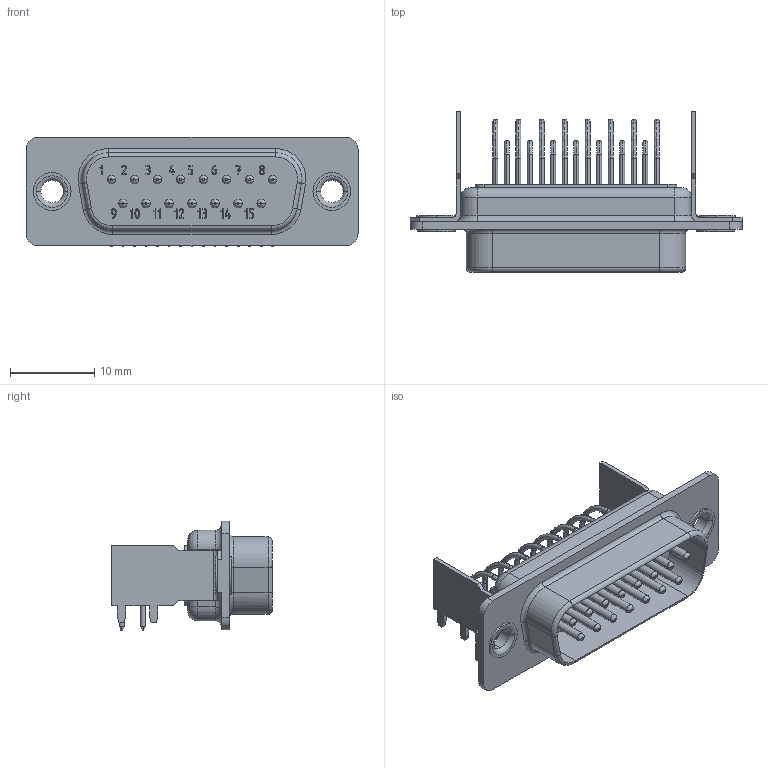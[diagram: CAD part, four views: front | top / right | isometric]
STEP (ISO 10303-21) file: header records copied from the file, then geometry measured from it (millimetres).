
FILE_DESCRIPTION(('Creo Elements/Direct Modeling STEP Export'),'2;1');
FILE_NAME('model.stp','2019-07-30T19:45:06',(''),(''),'Creo Elements/Direct Modeling STEP processor for AP214 (Solid Model)','Creo Elements/Direct Modeling 20.1A 29-Sep-2018 (C) Parametric Technology GmbH','');
FILE_SCHEMA(('AUTOMOTIVE_DESIGN { 1 0 10303 214 1 1 1 1 }'));
Length unit declared in the file: millimetre
Products named in the file (2): VS-15-ST-DSUB-LH-B
Assembly tree (1 placements, depth 2):
  VS-15-ST-DSUB-LH-B
    VS-15-ST-DSUB-LH-B
Bounding box: 39.52 x 19.1 x 13.04 mm (x, y, z)
Volume: 1932.7 mm3; surface area: 3082.6 mm2
Topology: 1 solids, 1 shells, 1162 faces, 3080 edges, 2023 vertices
Faces by surface type: plane 524, cylinder 493, torus 62, extrusion 32, cone 30, bspline 21
Entity records: 46700 total; most frequent: CARTESIAN_POINT 8818, ORIENTED_EDGE 6160, DIRECTION 5850, EDGE_CURVE 3080, VERTEX_POINT 2023, AXIS2_PLACEMENT_3D 2022, VECTOR 1806, LINE 1774
